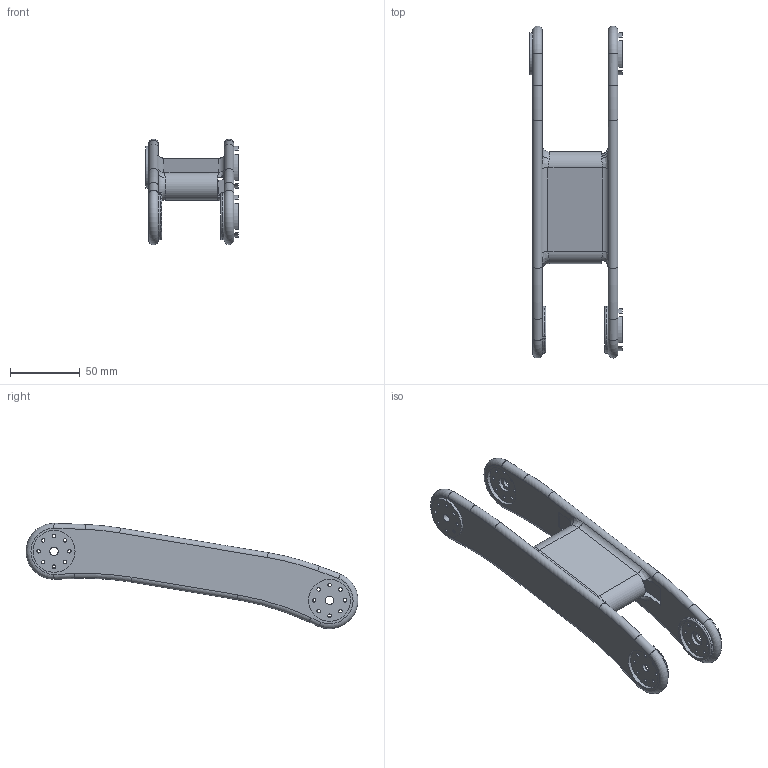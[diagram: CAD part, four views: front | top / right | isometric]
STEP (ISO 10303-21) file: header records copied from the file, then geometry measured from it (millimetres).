
FILE_DESCRIPTION(/* description */ (''),/* implementation_level */ '2;1');
FILE_NAME(/* name */ 'arm_2 (first arm).stp',/* time_stamp */ '2025-09-20T00:24:26+09:00',/* author */ ('wlgns'),/* organization */ (''),/* preprocessor_version */ 'ST-DEVELOPER v20.1',/* originating_system */ 'Autodesk Inventor 2026',/* authorisation */ '');
FILE_SCHEMA (('AUTOMOTIVE_DESIGN { 1 0 10303 214 3 1 1 }'));
Length unit declared in the file: millimetre
Products named in the file (1): arm_2 (middle arm)
Bounding box: 66 x 237.17 x 75.29 mm (x, y, z)
Volume: 138105 mm3; surface area: 58666.3 mm2
Topology: 1 solids, 1 shells, 172 faces, 454 edges, 291 vertices
Faces by surface type: cylinder 87, plane 57, torus 20, bspline 8
Full cylindrical faces by diameter (mm): 2.5 x32, 6 x4, 10.5 x4, 28.8 x4, 30 x2, 33.575 x1
Entity records: 6027 total; most frequent: CARTESIAN_POINT 1463, DIRECTION 972, ORIENTED_EDGE 908, EDGE_CURVE 454, AXIS2_PLACEMENT_3D 391, VERTEX_POINT 289, EDGE_LOOP 251, CIRCLE 225
